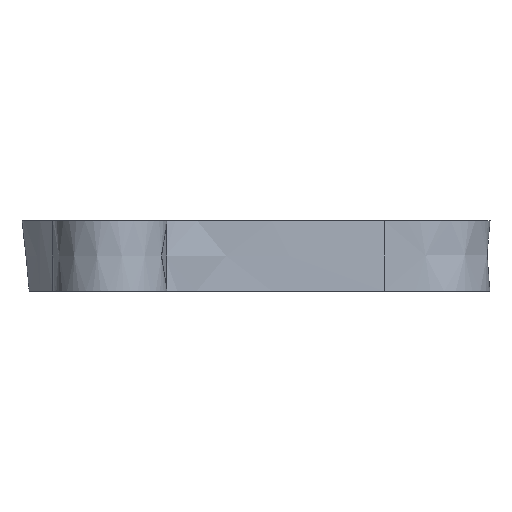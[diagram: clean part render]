
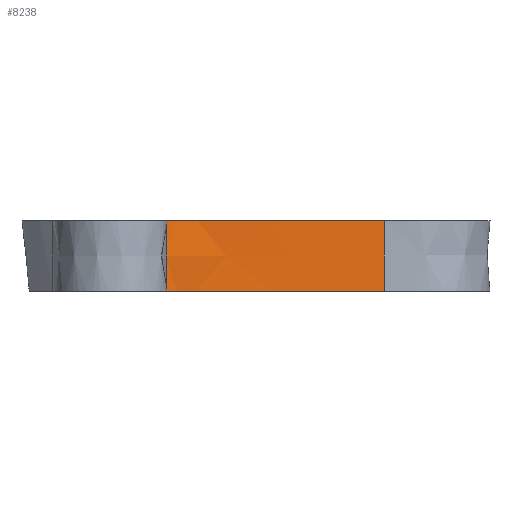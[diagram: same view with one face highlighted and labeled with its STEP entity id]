
A CAD part, left-side view. The second image highlights one B-rep face of the part: STEP entity #8238.
In plain terms, the highlighted free-form (B-spline) face has degree [3, 3] with [10, 5] control points.
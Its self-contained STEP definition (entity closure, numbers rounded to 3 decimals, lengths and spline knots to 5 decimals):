
#46= CARTESIAN_POINT($,(0.28849,-0.27715,
-0.05487));
#48= VERTEX_POINT($,#46);
#73= CARTESIAN_POINT($,(0.28849,-0.27715,
0.005));
#75= VERTEX_POINT($,#73);
#85= CARTESIAN_POINT($,(0.23946,-0.0704,0.005));
#87= VERTEX_POINT($,#85);
#97= CARTESIAN_POINT($,(0.23946,-0.0704,
-0.05487));
#99= VERTEX_POINT($,#97);
#1487= B_SPLINE_CURVE_WITH_KNOTS($,3,(#1489,#1491,#1493,#1495,#1497),$,
.F.,$,(4,1,4),(0.,0.5,1.),$);
#1489= CARTESIAN_POINT($,(0.28849,-0.27715,
0.005));
#1491= CARTESIAN_POINT($,(0.28849,-0.27715,
-0.00498));
#1493= CARTESIAN_POINT($,(0.28849,-0.27715,
-0.02494));
#1495= CARTESIAN_POINT($,(0.28849,-0.27715,
-0.04489));
#1497= CARTESIAN_POINT($,(0.28849,-0.27715,
-0.05487));
#1889= B_SPLINE_CURVE_WITH_KNOTS($,3,(#1891,#1893,#1895,#1897,#1899,
#1901,#1903,#1905,#1907,#1909),$,.F.,$,(4,1,1,1,1,1,1,4),(0.,0.25,0.375,
0.5,0.625,0.75,0.875,1.),$);
#1891= CARTESIAN_POINT($,(0.28849,-0.27715,
-0.05487));
#1893= CARTESIAN_POINT($,(0.28646,-0.25919,
-0.05487));
#1895= CARTESIAN_POINT($,(0.28288,-0.2322,
-0.05487));
#1897= CARTESIAN_POINT($,(0.27812,-0.19622,
-0.05487));
#1899= CARTESIAN_POINT($,(0.27484,-0.16927,
-0.05487));
#1901= CARTESIAN_POINT($,(0.27213,-0.14236,
-0.05487));
#1903= CARTESIAN_POINT($,(0.26798,-0.1152,
-0.05487));
#1905= CARTESIAN_POINT($,(0.26037,-0.08746,
-0.05487));
#1907= CARTESIAN_POINT($,(0.24519,-0.07531,
-0.05487));
#1909= CARTESIAN_POINT($,(0.23946,-0.0704,
-0.05487));
#2349= B_SPLINE_CURVE_WITH_KNOTS($,3,(#2351,#2353,#2355,#2357,#2359,
#2361,#2363,#2365,#2367,#2369),$,.F.,$,(4,1,1,1,1,1,1,4),(0.,0.25,0.375,
0.5,0.625,0.75,0.875,1.),$);
#2351= CARTESIAN_POINT($,(0.28849,-0.27715,
0.005));
#2353= CARTESIAN_POINT($,(0.28657,-0.25913,
0.005));
#2355= CARTESIAN_POINT($,(0.2829,-0.2322,
0.005));
#2357= CARTESIAN_POINT($,(0.27803,-0.19627,
0.005));
#2359= CARTESIAN_POINT($,(0.27476,-0.16927,
0.005));
#2361= CARTESIAN_POINT($,(0.27229,-0.14215,
0.005));
#2363= CARTESIAN_POINT($,(0.26827,-0.11562,
0.005));
#2365= CARTESIAN_POINT($,(0.26041,-0.09037,
0.005));
#2367= CARTESIAN_POINT($,(0.2483,-0.07628,
0.005));
#2369= CARTESIAN_POINT($,(0.23946,-0.0704,0.005));
#2373= B_SPLINE_CURVE_WITH_KNOTS($,3,(#2375,#2377,#2379,#2381,#2383),$,
.F.,$,(4,1,4),(0.,0.5,1.),$);
#2375= CARTESIAN_POINT($,(0.23946,-0.0704,0.005));
#2377= CARTESIAN_POINT($,(0.23946,-0.0704,
-0.00498));
#2379= CARTESIAN_POINT($,(0.23946,-0.0704,
-0.02494));
#2381= CARTESIAN_POINT($,(0.23946,-0.0704,
-0.04489));
#2383= CARTESIAN_POINT($,(0.23946,-0.0704,
-0.05487));
#3375= EDGE_CURVE($,#75,#48,#1487,.T.);
#3377= ORIENTED_EDGE($,*,*,#3375,.F.);
#3411= EDGE_CURVE($,#48,#99,#1889,.T.);
#3413= ORIENTED_EDGE($,*,*,#3411,.F.);
#3441= EDGE_CURVE($,#75,#87,#2349,.T.);
#3442= ORIENTED_EDGE($,*,*,#3441,.T.);
#3444= EDGE_CURVE($,#87,#99,#2373,.T.);
#3445= ORIENTED_EDGE($,*,*,#3444,.T.);
#6648= B_SPLINE_SURFACE_WITH_KNOTS($,3,3,((#6651,#6653,#6655,#6657,#6659
),(#6662,#6664,#6666,#6668,#6670),(#6673,#6675,#6677,#6679,#6681),(#6684
,#6686,#6688,#6690,#6692),(#6695,#6697,#6699,#6701,#6703),(#6706,#6708,
#6710,#6712,#6714),(#6717,#6719,#6721,#6723,#6725),(#6728,#6730,#6732,
#6734,#6736),(#6739,#6741,#6743,#6745,#6747),(#6750,#6752,#6754,#6756,
#6758)),$,$,$,$,(4,1,1,1,1,1,1,4),(4,1,4),(0.,0.25,0.375,0.5,0.625,0.75,
0.875,1.),(0.,0.5,1.),.UNSPECIFIED.);
#6651= CARTESIAN_POINT($,(0.28849,-0.27715,
0.005));
#6653= CARTESIAN_POINT($,(0.28849,-0.27715,
-0.00498));
#6655= CARTESIAN_POINT($,(0.28849,-0.27715,
-0.02494));
#6657= CARTESIAN_POINT($,(0.28849,-0.27715,
-0.04489));
#6659= CARTESIAN_POINT($,(0.28849,-0.27715,
-0.05487));
#6662= CARTESIAN_POINT($,(0.28657,-0.25913,
0.005));
#6664= CARTESIAN_POINT($,(0.28655,-0.25914,
-0.00498));
#6666= CARTESIAN_POINT($,(0.28652,-0.25916,
-0.02494));
#6668= CARTESIAN_POINT($,(0.28648,-0.25918,
-0.04489));
#6670= CARTESIAN_POINT($,(0.28646,-0.25919,
-0.05487));
#6673= CARTESIAN_POINT($,(0.2829,-0.2322,
0.005));
#6675= CARTESIAN_POINT($,(0.2829,-0.2322,
-0.00498));
#6677= CARTESIAN_POINT($,(0.28289,-0.2322,
-0.02494));
#6679= CARTESIAN_POINT($,(0.28288,-0.2322,
-0.04489));
#6681= CARTESIAN_POINT($,(0.28288,-0.2322,
-0.05487));
#6684= CARTESIAN_POINT($,(0.27803,-0.19627,
0.005));
#6686= CARTESIAN_POINT($,(0.27804,-0.19626,
-0.00498));
#6688= CARTESIAN_POINT($,(0.27807,-0.19625,
-0.02494));
#6690= CARTESIAN_POINT($,(0.2781,-0.19623,
-0.04489));
#6692= CARTESIAN_POINT($,(0.27812,-0.19622,
-0.05487));
#6695= CARTESIAN_POINT($,(0.27476,-0.16927,
0.005));
#6697= CARTESIAN_POINT($,(0.27478,-0.16927,
-0.00498));
#6699= CARTESIAN_POINT($,(0.2748,-0.16927,
-0.02494));
#6701= CARTESIAN_POINT($,(0.27483,-0.16927,
-0.04489));
#6703= CARTESIAN_POINT($,(0.27484,-0.16927,
-0.05487));
#6706= CARTESIAN_POINT($,(0.27229,-0.14215,
0.005));
#6708= CARTESIAN_POINT($,(0.27226,-0.14219,
-0.00498));
#6710= CARTESIAN_POINT($,(0.27221,-0.14226,
-0.02494));
#6712= CARTESIAN_POINT($,(0.27215,-0.14233,
-0.04489));
#6714= CARTESIAN_POINT($,(0.27213,-0.14236,
-0.05487));
#6717= CARTESIAN_POINT($,(0.26827,-0.11562,
0.005));
#6719= CARTESIAN_POINT($,(0.26822,-0.11555,
-0.00498));
#6721= CARTESIAN_POINT($,(0.26812,-0.11541,
-0.02494));
#6723= CARTESIAN_POINT($,(0.26802,-0.11527,
-0.04489));
#6725= CARTESIAN_POINT($,(0.26798,-0.1152,
-0.05487));
#6728= CARTESIAN_POINT($,(0.26041,-0.09037,
0.005));
#6730= CARTESIAN_POINT($,(0.2604,-0.08988,
-0.00498));
#6732= CARTESIAN_POINT($,(0.26039,-0.08892,
-0.02494));
#6734= CARTESIAN_POINT($,(0.26037,-0.08795,
-0.04489));
#6736= CARTESIAN_POINT($,(0.26037,-0.08746,
-0.05487));
#6739= CARTESIAN_POINT($,(0.2483,-0.07628,
0.005));
#6741= CARTESIAN_POINT($,(0.24778,-0.07612,
-0.00498));
#6743= CARTESIAN_POINT($,(0.24674,-0.0758,
-0.02494));
#6745= CARTESIAN_POINT($,(0.24571,-0.07548,
-0.04489));
#6747= CARTESIAN_POINT($,(0.24519,-0.07531,
-0.05487));
#6750= CARTESIAN_POINT($,(0.23946,-0.0704,0.005));
#6752= CARTESIAN_POINT($,(0.23946,-0.0704,
-0.00498));
#6754= CARTESIAN_POINT($,(0.23946,-0.0704,
-0.02494));
#6756= CARTESIAN_POINT($,(0.23946,-0.0704,
-0.04489));
#6758= CARTESIAN_POINT($,(0.23946,-0.0704,
-0.05487));
#8238= ADVANCED_FACE($,(#8240),#6648,.T.);
#8240= FACE_OUTER_BOUND($,#8241,.T.);
#8241= EDGE_LOOP($,(#3442,#3445,#3413,#3377));
